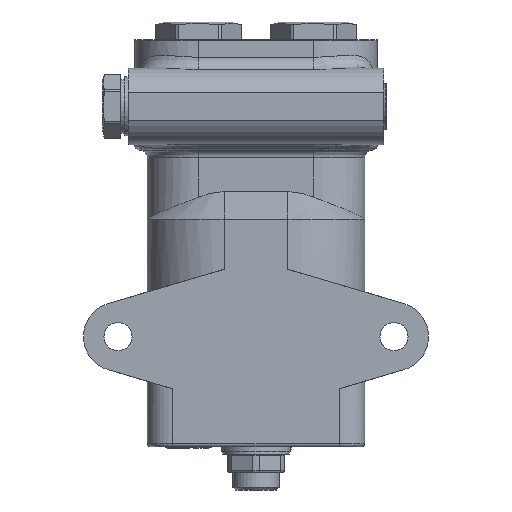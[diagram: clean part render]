
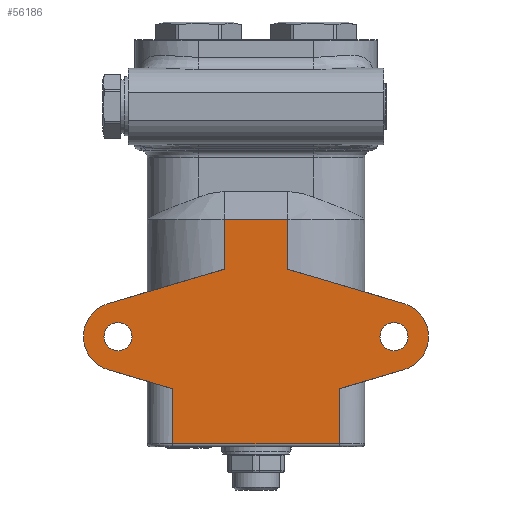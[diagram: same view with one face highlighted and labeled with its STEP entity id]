
A CAD part, front view. The second image highlights one B-rep face of the part: STEP entity #56186.
In plain terms, the highlighted planar face has unit normal (0, -1, 0).
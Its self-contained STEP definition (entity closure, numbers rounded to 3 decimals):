
#55593=CARTESIAN_POINT('',(102.0,0.,32.));
#55594=VERTEX_POINT('',#55593);
#55595=CARTESIAN_POINT('',(96.5,0.0,32.));
#55596=DIRECTION('',(0.0,1.0,0.0));
#55597=DIRECTION('',(-1.0,0.0,0.0));
#55598=AXIS2_PLACEMENT_3D('',#55595,#55596,#55597);
#55599=CIRCLE('',#55598,5.5);
#55600=EDGE_CURVE('',#55594,#55594,#55599,.T.);
#55703=CARTESIAN_POINT('',(-6.,0.,32.));
#55704=VERTEX_POINT('',#55703);
#55705=CARTESIAN_POINT('',(-11.5,0.0,32.));
#55706=DIRECTION('',(0.0,1.0,0.0));
#55707=DIRECTION('',(-1.0,0.0,0.0));
#55708=AXIS2_PLACEMENT_3D('',#55705,#55706,#55707);
#55709=CIRCLE('',#55708,5.5);
#55710=EDGE_CURVE('',#55704,#55704,#55709,.T.);
#56039=CARTESIAN_POINT('',(10.0,0.,-10.));
#56040=VERTEX_POINT('',#56039);
#56041=CARTESIAN_POINT('',(10.,0.,11.585));
#56042=VERTEX_POINT('',#56041);
#56043=CARTESIAN_POINT('',(10.,0.,-10.));
#56044=DIRECTION('',(0.0,0.0,1.0));
#56045=VECTOR('',#56044,21.585);
#56046=LINE('',#56043,#56045);
#56047=EDGE_CURVE('',#56040,#56042,#56046,.T.);
#56067=CARTESIAN_POINT('',(75.,0.,0.0));
#56068=DIRECTION('',(0.0,-1.0,0.0));
#56069=DIRECTION('',(0.0,0.0,-1.0));
#56070=AXIS2_PLACEMENT_3D('',#56067,#56068,#56069);
#56071=PLANE('',#56070);
#56072=CARTESIAN_POINT('',(75.0,0.,-10.));
#56073=VERTEX_POINT('',#56072);
#56074=CARTESIAN_POINT('',(75.,0.,11.585));
#56075=VERTEX_POINT('',#56074);
#56076=CARTESIAN_POINT('',(75.,0.,-10.));
#56077=DIRECTION('',(0.0,0.0,1.0));
#56078=VECTOR('',#56077,21.585);
#56079=LINE('',#56076,#56078);
#56080=EDGE_CURVE('',#56073,#56075,#56079,.T.);
#56081=ORIENTED_EDGE('',*,*,#56080,.T.);
#56082=CARTESIAN_POINT('',(100.319,0.,19.051));
#56083=VERTEX_POINT('',#56082);
#56084=CARTESIAN_POINT('',(100.319,0.,19.051));
#56085=DIRECTION('',(-0.959,0.,-0.283));
#56086=VECTOR('',#56085,26.397);
#56087=LINE('',#56084,#56086);
#56088=EDGE_CURVE('',#56083,#56075,#56087,.T.);
#56089=ORIENTED_EDGE('',*,*,#56088,.F.);
#56090=CARTESIAN_POINT('',(100.319,0.,44.949));
#56091=VERTEX_POINT('',#56090);
#56092=CARTESIAN_POINT('',(96.5,0.,32.));
#56093=DIRECTION('',(0.,1.,0.));
#56094=DIRECTION('',(-0.283,0.,0.959));
#56095=AXIS2_PLACEMENT_3D('',#56092,#56093,#56094);
#56096=CIRCLE('',#56095,13.5);
#56097=EDGE_CURVE('',#56091,#56083,#56096,.T.);
#56098=ORIENTED_EDGE('',*,*,#56097,.F.);
#56099=CARTESIAN_POINT('',(55.,0.,58.314));
#56100=VERTEX_POINT('',#56099);
#56101=CARTESIAN_POINT('',(55.,0.,58.314));
#56102=DIRECTION('',(0.959,0.,-0.283));
#56103=VECTOR('',#56102,47.248);
#56104=LINE('',#56101,#56103);
#56105=EDGE_CURVE('',#56100,#56091,#56104,.T.);
#56106=ORIENTED_EDGE('',*,*,#56105,.F.);
#56107=CARTESIAN_POINT('',(55.,0.,78.0));
#56108=VERTEX_POINT('',#56107);
#56109=CARTESIAN_POINT('',(55.,0.,58.314));
#56110=DIRECTION('',(0.0,0.0,1.0));
#56111=VECTOR('',#56110,19.686);
#56112=LINE('',#56109,#56111);
#56113=EDGE_CURVE('',#56100,#56108,#56112,.T.);
#56114=ORIENTED_EDGE('',*,*,#56113,.T.);
#56115=CARTESIAN_POINT('',(54.95,0.,78.0));
#56116=VERTEX_POINT('',#56115);
#56117=CARTESIAN_POINT('',(55.,0.,78.0));
#56118=DIRECTION('',(-1.0,0.0,0.0));
#56119=VECTOR('',#56118,0.05);
#56120=LINE('',#56117,#56119);
#56121=EDGE_CURVE('',#56108,#56116,#56120,.T.);
#56122=ORIENTED_EDGE('',*,*,#56121,.T.);
#56123=CARTESIAN_POINT('',(30.05,0.,78.0));
#56124=VERTEX_POINT('',#56123);
#56125=CARTESIAN_POINT('',(54.95,0.,78.0));
#56126=DIRECTION('',(-1.0,0.0,0.0));
#56127=VECTOR('',#56126,24.9);
#56128=LINE('',#56125,#56127);
#56129=EDGE_CURVE('',#56116,#56124,#56128,.T.);
#56130=ORIENTED_EDGE('',*,*,#56129,.T.);
#56131=CARTESIAN_POINT('',(30.,0.,78.0));
#56132=VERTEX_POINT('',#56131);
#56133=CARTESIAN_POINT('',(30.,30.,78.0));
#56134=DIRECTION('',(0.0,0.0,-1.0));
#56135=DIRECTION('',(-1.0,0.0,0.0));
#56136=AXIS2_PLACEMENT_3D('',#56133,#56134,#56135);
#56137=CIRCLE('',#56136,30.);
#56138=EDGE_CURVE('',#56124,#56132,#56137,.T.);
#56139=ORIENTED_EDGE('',*,*,#56138,.T.);
#56140=CARTESIAN_POINT('',(30.,0.,58.314));
#56141=VERTEX_POINT('',#56140);
#56142=CARTESIAN_POINT('',(30.,0.,58.314));
#56143=DIRECTION('',(0.0,0.0,1.0));
#56144=VECTOR('',#56143,19.686);
#56145=LINE('',#56142,#56144);
#56146=EDGE_CURVE('',#56141,#56132,#56145,.T.);
#56147=ORIENTED_EDGE('',*,*,#56146,.F.);
#56148=CARTESIAN_POINT('',(-15.319,0.,44.949));
#56149=VERTEX_POINT('',#56148);
#56150=CARTESIAN_POINT('',(-15.319,0.,44.949));
#56151=DIRECTION('',(0.959,0.,0.283));
#56152=VECTOR('',#56151,47.248);
#56153=LINE('',#56150,#56152);
#56154=EDGE_CURVE('',#56149,#56141,#56153,.T.);
#56155=ORIENTED_EDGE('',*,*,#56154,.F.);
#56156=CARTESIAN_POINT('',(-15.319,0.,19.051));
#56157=VERTEX_POINT('',#56156);
#56158=CARTESIAN_POINT('',(-11.5,0.,32.));
#56159=DIRECTION('',(0.,1.0,0.));
#56160=DIRECTION('',(0.283,0.,-0.959));
#56161=AXIS2_PLACEMENT_3D('',#56158,#56159,#56160);
#56162=CIRCLE('',#56161,13.5);
#56163=EDGE_CURVE('',#56157,#56149,#56162,.T.);
#56164=ORIENTED_EDGE('',*,*,#56163,.F.);
#56165=CARTESIAN_POINT('',(10.,0.,11.585));
#56166=DIRECTION('',(-0.959,0.,0.283));
#56167=VECTOR('',#56166,26.397);
#56168=LINE('',#56165,#56167);
#56169=EDGE_CURVE('',#56042,#56157,#56168,.T.);
#56170=ORIENTED_EDGE('',*,*,#56169,.F.);
#56171=ORIENTED_EDGE('',*,*,#56047,.F.);
#56172=CARTESIAN_POINT('',(75.0,0.,-10.));
#56173=DIRECTION('',(-1.0,0.0,0.0));
#56174=VECTOR('',#56173,65.0);
#56175=LINE('',#56172,#56174);
#56176=EDGE_CURVE('',#56073,#56040,#56175,.T.);
#56177=ORIENTED_EDGE('',*,*,#56176,.F.);
#56178=EDGE_LOOP('',(#56081,#56089,#56098,#56106,#56114,#56122,#56130,#56139,#56147,#56155,#56164,#56170,#56171,#56177));
#56179=FACE_OUTER_BOUND('',#56178,.T.);
#56180=ORIENTED_EDGE('',*,*,#55600,.T.);
#56181=EDGE_LOOP('',(#56180));
#56182=FACE_BOUND('',#56181,.T.);
#56183=ORIENTED_EDGE('',*,*,#55710,.T.);
#56184=EDGE_LOOP('',(#56183));
#56185=FACE_BOUND('',#56184,.T.);
#56186=ADVANCED_FACE('',(#56179,#56182,#56185),#56071,.T.);
